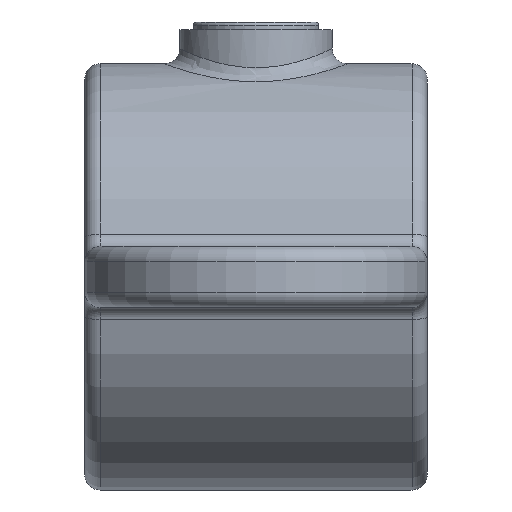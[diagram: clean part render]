
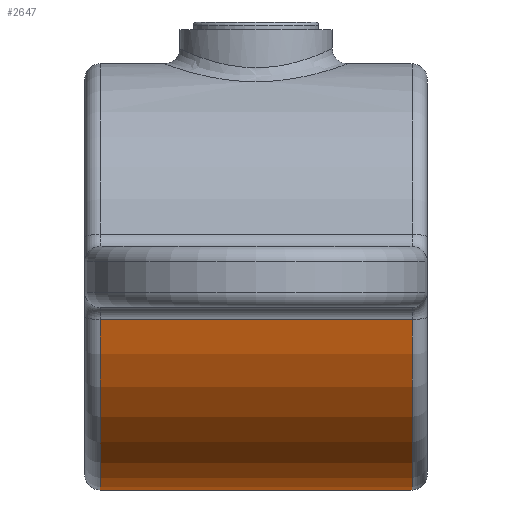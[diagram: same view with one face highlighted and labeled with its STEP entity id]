
A CAD part, left-side view. The second image highlights one B-rep face of the part: STEP entity #2647.
In plain terms, the highlighted cylindrical face has radius 28 mm (diameter 56 mm), a partial arc.
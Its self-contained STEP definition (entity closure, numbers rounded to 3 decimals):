
#8 = EDGE_CURVE ( 'NONE', #2177, #1575, #366, .T. ) ;
#35 = AXIS2_PLACEMENT_3D ( 'NONE', #602, #1652, #2765 ) ;
#84 = DIRECTION ( 'NONE',  ( 0., -1., 0. ) ) ;
#153 = CARTESIAN_POINT ( 'NONE',  ( 27.434, 2., -5.6 ) ) ;
#353 = CYLINDRICAL_SURFACE ( 'NONE', #35, 28. ) ;
#366 = CIRCLE ( 'NONE', #1066, 28. ) ;
#427 = EDGE_CURVE ( 'NONE', #1575, #1741, #2851, .T. ) ;
#592 = VERTEX_POINT ( 'NONE', #2391 ) ;
#602 = CARTESIAN_POINT ( 'NONE',  ( 0., 45., 0. ) ) ;
#651 = DIRECTION ( 'NONE',  ( 0., 1., 0. ) ) ;
#746 = DIRECTION ( 'NONE',  ( 0., 0., 1. ) ) ;
#749 = DIRECTION ( 'NONE',  ( 0., 0., 1. ) ) ;
#908 = AXIS2_PLACEMENT_3D ( 'NONE', #2739, #1432, #746 ) ;
#988 = EDGE_LOOP ( 'NONE', ( #2135, #2587, #2357, #1327 ) ) ;
#1066 = AXIS2_PLACEMENT_3D ( 'NONE', #1382, #1817, #749 ) ;
#1102 = EDGE_CURVE ( 'NONE', #1741, #592, #2362, .T. ) ;
#1123 = CARTESIAN_POINT ( 'NONE',  ( 27.434, 45., -5.6 ) ) ;
#1286 = CARTESIAN_POINT ( 'NONE',  ( -27.434, 45., -5.6 ) ) ;
#1327 = ORIENTED_EDGE ( 'NONE', *, *, #1102, .T. ) ;
#1382 = CARTESIAN_POINT ( 'NONE',  ( 0., 2., 0. ) ) ;
#1432 = DIRECTION ( 'NONE',  ( 0., -1., 0. ) ) ;
#1575 = VERTEX_POINT ( 'NONE', #1843 ) ;
#1652 = DIRECTION ( 'NONE',  ( 0., -1., 0. ) ) ;
#1741 = VERTEX_POINT ( 'NONE', #2339 ) ;
#1817 = DIRECTION ( 'NONE',  ( 0., 1., 0. ) ) ;
#1843 = CARTESIAN_POINT ( 'NONE',  ( -27.434, 2., -5.6 ) ) ;
#1938 = VECTOR ( 'NONE', #84, 1000. ) ;
#2006 = EDGE_CURVE ( 'NONE', #592, #2177, #2523, .T. ) ;
#2045 = VECTOR ( 'NONE', #651, 1000. ) ;
#2135 = ORIENTED_EDGE ( 'NONE', *, *, #2006, .T. ) ;
#2177 = VERTEX_POINT ( 'NONE', #153 ) ;
#2339 = CARTESIAN_POINT ( 'NONE',  ( -27.434, 43., -5.6 ) ) ;
#2357 = ORIENTED_EDGE ( 'NONE', *, *, #427, .T. ) ;
#2362 = CIRCLE ( 'NONE', #908, 28. ) ;
#2391 = CARTESIAN_POINT ( 'NONE',  ( 27.434, 43., -5.6 ) ) ;
#2523 = LINE ( 'NONE', #1123, #1938 ) ;
#2587 = ORIENTED_EDGE ( 'NONE', *, *, #8, .T. ) ;
#2647 = ADVANCED_FACE ( 'NONE', ( #2873 ), #353, .T. ) ;
#2739 = CARTESIAN_POINT ( 'NONE',  ( 0., 43., 0. ) ) ;
#2765 = DIRECTION ( 'NONE',  ( 0., 0., -1. ) ) ;
#2851 = LINE ( 'NONE', #1286, #2045 ) ;
#2873 = FACE_OUTER_BOUND ( 'NONE', #988, .T. ) ;
